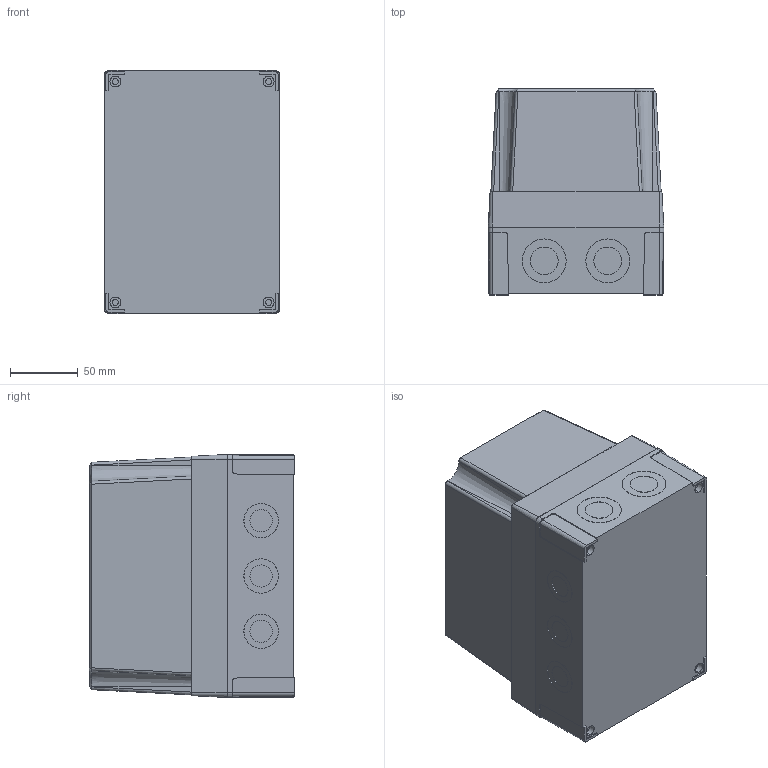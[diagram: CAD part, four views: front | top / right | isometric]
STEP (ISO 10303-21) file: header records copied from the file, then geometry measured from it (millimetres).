
FILE_DESCRIPTION (( 'STEP AP203' ), '1' );
FILE_NAME ('ULPCM150150G_Default.step', '2025-08-29T17:48:58', ( 'Windows User' ), ( 'AUTOMATION DIRECT' ), 'SwSTEP 2.0', 'SolidWorks 2024', '' );
FILE_SCHEMA (( 'CONFIG_CONTROL_DESIGN' ));
Length unit declared in the file: inch
Products named in the file (1): ULPCM150150G_Default
Bounding box: 130.1 x 152.3 x 180.1 mm (x, y, z)
Volume: 403136.8 mm3; surface area: 275138.7 mm2
Topology: 6 solids, 6 shells, 585 faces, 1441 edges, 952 vertices
Faces by surface type: plane 339, cylinder 200, cone 44, bspline 2
Entity records: 21021 total; most frequent: CARTESIAN_POINT 6774, DIRECTION 3011, ORIENTED_EDGE 2882, EDGE_CURVE 1441, AXIS2_PLACEMENT_3D 1084, VERTEX_POINT 952, LINE 843, VECTOR 843
